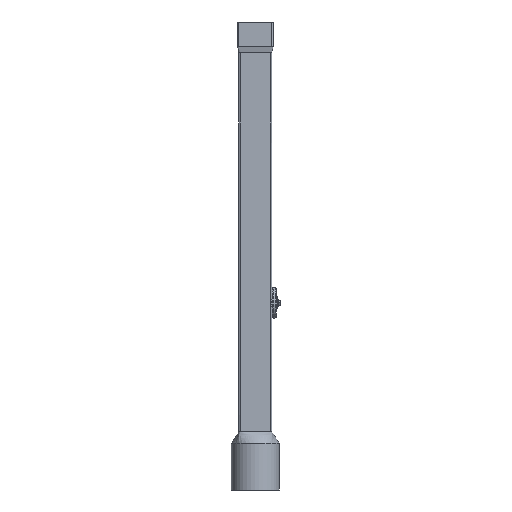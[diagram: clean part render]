
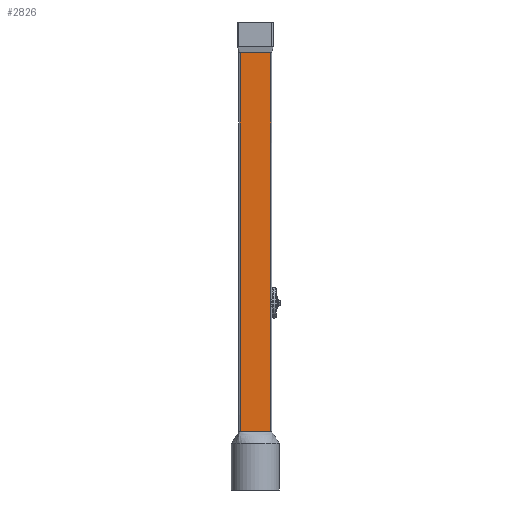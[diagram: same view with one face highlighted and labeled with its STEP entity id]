
A CAD part, left-side view. The second image highlights one B-rep face of the part: STEP entity #2826.
In plain terms, the highlighted planar face has unit normal (-1, 0, 0).
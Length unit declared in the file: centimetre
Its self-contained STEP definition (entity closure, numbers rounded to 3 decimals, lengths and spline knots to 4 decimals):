
#118=B_SPLINE_CURVE_WITH_KNOTS('',3,(#5319,#5320,#5321,#5322,#5323,#5324,
#5325,#5326,#5327,#5328,#5329,#5330,#5331),.UNSPECIFIED.,.F.,.F.,(4,1,1,
1,1,1,1,1,1,1,4),(0.,0.1182,0.1329,0.1477,
0.1551,0.1625,0.1772,0.192,
0.2068,0.2216,0.2363),.UNSPECIFIED.);
#300=LINE('',#5314,#471);
#301=LINE('',#5316,#472);
#302=LINE('',#5318,#473);
#471=VECTOR('',#3962,1.);
#472=VECTOR('',#3963,1.);
#473=VECTOR('',#3964,1.);
#717=FACE_OUTER_BOUND('',#915,.T.);
#915=EDGE_LOOP('',(#2437,#2438,#2439,#2440));
#1336=VERTEX_POINT('',#5312);
#1337=VERTEX_POINT('',#5313);
#1338=VERTEX_POINT('',#5315);
#1339=VERTEX_POINT('',#5317);
#1715=EDGE_CURVE('',#1336,#1337,#300,.T.);
#1716=EDGE_CURVE('',#1338,#1336,#301,.T.);
#1717=EDGE_CURVE('',#1339,#1338,#302,.T.);
#1718=EDGE_CURVE('',#1339,#1337,#118,.T.);
#2437=ORIENTED_EDGE('',*,*,#1715,.F.);
#2438=ORIENTED_EDGE('',*,*,#1716,.F.);
#2439=ORIENTED_EDGE('',*,*,#1717,.F.);
#2440=ORIENTED_EDGE('',*,*,#1718,.T.);
#2669=PLANE('',#3172);
#2826=ADVANCED_FACE('',(#717),#2669,.F.);
#3172=AXIS2_PLACEMENT_3D('',#5311,#3960,#3961);
#3960=DIRECTION('center_axis',(1.,0.,0.));
#3961=DIRECTION('ref_axis',(0.,1.,0.));
#3962=DIRECTION('',(0.,0.,1.));
#3963=DIRECTION('',(0.,1.,0.));
#3964=DIRECTION('',(0.,0.,-1.));
#5311=CARTESIAN_POINT('Origin',(1625.0459,562.7634,1113.2794));
#5312=CARTESIAN_POINT('',(1625.0459,595.2634,709.4394));
#5313=CARTESIAN_POINT('',(1625.0459,595.2634,1518.4494));
#5314=CARTESIAN_POINT('',(1625.0459,595.2634,1113.2794));
#5315=CARTESIAN_POINT('',(1625.0459,530.2634,709.4394));
#5316=CARTESIAN_POINT('',(1625.0459,530.2634,709.4394));
#5317=CARTESIAN_POINT('',(1625.0459,530.2634,1518.4494));
#5318=CARTESIAN_POINT('',(1625.0459,530.2634,1113.2794));
#5319=CARTESIAN_POINT('Ctrl Pts',(1625.0459,530.2634,1518.4494));
#5320=CARTESIAN_POINT('Ctrl Pts',(1625.0459,541.0967,1518.4494));
#5321=CARTESIAN_POINT('Ctrl Pts',(1625.0459,553.2842,1518.4494));
#5322=CARTESIAN_POINT('Ctrl Pts',(1625.0459,566.8259,1518.4494));
#5323=CARTESIAN_POINT('Ctrl Pts',(1625.0459,570.2113,1518.4494));
#5324=CARTESIAN_POINT('Ctrl Pts',(1625.0459,572.9196,1518.4494));
#5325=CARTESIAN_POINT('Ctrl Pts',(1625.0459,575.628,1518.4494));
#5326=CARTESIAN_POINT('Ctrl Pts',(1625.0459,579.0134,1518.4494));
#5327=CARTESIAN_POINT('Ctrl Pts',(1625.0459,583.0759,1518.4494));
#5328=CARTESIAN_POINT('Ctrl Pts',(1625.0459,587.1384,1518.4494));
#5329=CARTESIAN_POINT('Ctrl Pts',(1625.0459,591.2008,1518.4494));
#5330=CARTESIAN_POINT('Ctrl Pts',(1625.0459,593.9092,1518.4494));
#5331=CARTESIAN_POINT('Ctrl Pts',(1625.0458,595.2633,1518.4494));
